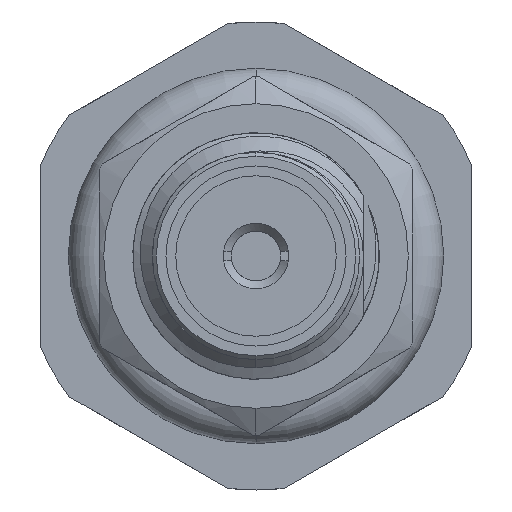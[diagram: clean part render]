
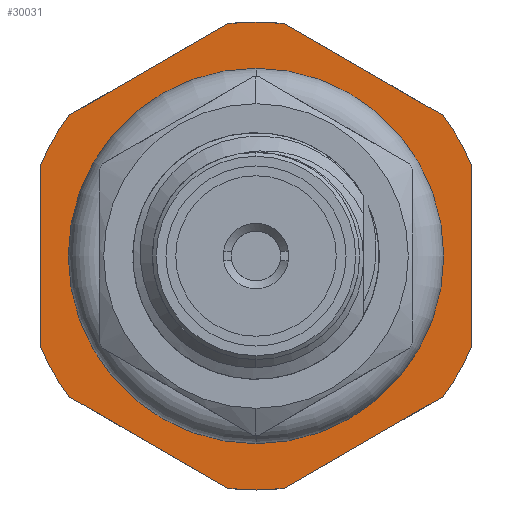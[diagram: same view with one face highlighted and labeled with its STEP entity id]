
A CAD part, left-side view. The second image highlights one B-rep face of the part: STEP entity #30031.
In plain terms, the highlighted planar face has unit normal (-1, 0, 0).
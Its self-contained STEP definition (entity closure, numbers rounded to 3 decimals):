
#9967=DIRECTION('',(0.,0.,-1.));
#9968=VECTOR('',#9967,4.687);
#9969=CARTESIAN_POINT('',(0.75,5.5,2.344));
#9970=LINE('',#9969,#9968);
#9971=CARTESIAN_POINT('',(0.75,0.,0.));
#9972=DIRECTION('',(1.,0.,0.));
#9973=DIRECTION('',(0.,0.92,0.392));
#9974=AXIS2_PLACEMENT_3D('',#9971,#9972,#9973);
#9976=DIRECTION('',(0.,0.866,-0.5));
#9977=VECTOR('',#9976,4.687);
#9978=CARTESIAN_POINT('',(0.75,0.72,5.935));
#9979=LINE('',#9978,#9977);
#9980=DIRECTION('',(0.,0.866,0.5));
#9981=VECTOR('',#9980,4.687);
#9982=CARTESIAN_POINT('',(0.75,-4.78,3.591));
#9983=LINE('',#9982,#9981);
#9984=CARTESIAN_POINT('',(0.75,0.,0.));
#9985=DIRECTION('',(-1.,0.,0.));
#9986=DIRECTION('',(0.,-0.92,0.392));
#9987=AXIS2_PLACEMENT_3D('',#9984,#9985,#9986);
#9989=DIRECTION('',(0.,0.,1.));
#9990=VECTOR('',#9989,4.687);
#9991=CARTESIAN_POINT('',(0.75,-5.5,-2.344));
#9992=LINE('',#9991,#9990);
#9993=CARTESIAN_POINT('',(0.75,0.,0.));
#9994=DIRECTION('',(-1.,0.,0.));
#9995=DIRECTION('',(0.,-0.799,-0.601));
#9996=AXIS2_PLACEMENT_3D('',#9993,#9994,#9995);
#9998=DIRECTION('',(0.,-0.866,0.5));
#9999=VECTOR('',#9998,4.687);
#10000=CARTESIAN_POINT('',(0.75,-0.72,-5.935));
#10001=LINE('',#10000,#9999);
#10002=DIRECTION('',(0.,-0.866,-0.5));
#10003=VECTOR('',#10002,4.687);
#10004=CARTESIAN_POINT('',(0.75,4.78,-3.591));
#10005=LINE('',#10004,#10003);
#10006=CARTESIAN_POINT('',(0.75,0.,0.));
#10007=DIRECTION('',(1.,0.,0.));
#10008=DIRECTION('',(0.,0.799,-0.601));
#10009=AXIS2_PLACEMENT_3D('',#10006,#10007,#10008);
#10011=CARTESIAN_POINT('',(0.75,1.706,-2.665));
#10012=CARTESIAN_POINT('',(0.75,1.539,-2.772));
#10013=CARTESIAN_POINT('',(0.75,1.192,-2.951));
#10014=CARTESIAN_POINT('',(0.75,0.625,-3.121));
#10015=CARTESIAN_POINT('',(0.75,0.039,-3.182));
#10016=CARTESIAN_POINT('',(0.75,-0.55,-3.135));
#10017=CARTESIAN_POINT('',(0.75,-1.119,-2.979));
#10018=CARTESIAN_POINT('',(0.75,-1.65,-2.721));
#10019=CARTESIAN_POINT('',(0.75,-2.124,-2.37));
#10020=CARTESIAN_POINT('',(0.75,-2.525,-1.937));
#10021=CARTESIAN_POINT('',(0.75,-2.84,-1.437));
#10022=CARTESIAN_POINT('',(0.75,-3.056,-0.888));
#10023=CARTESIAN_POINT('',(0.75,-3.168,-0.309));
#10024=CARTESIAN_POINT('',(0.75,-3.17,0.282));
#10025=CARTESIAN_POINT('',(0.75,-3.064,0.862));
#10026=CARTESIAN_POINT('',(0.75,-2.852,1.413));
#10027=CARTESIAN_POINT('',(0.75,-2.542,1.915));
#10028=CARTESIAN_POINT('',(0.75,-2.144,2.352));
#10029=CARTESIAN_POINT('',(0.75,-1.673,2.707));
#10030=CARTESIAN_POINT('',(0.75,-1.144,2.97));
#10031=CARTESIAN_POINT('',(0.75,-0.576,3.13));
#10032=CARTESIAN_POINT('',(0.75,0.012,3.183));
#10033=CARTESIAN_POINT('',(0.75,0.599,3.126));
#10034=CARTESIAN_POINT('',(0.75,1.166,2.961));
#10035=CARTESIAN_POINT('',(0.75,1.692,2.695));
#10036=CARTESIAN_POINT('',(0.75,2.161,2.336));
#10037=CARTESIAN_POINT('',(0.75,2.555,1.897));
#10038=CARTESIAN_POINT('',(0.75,2.862,1.393));
#10039=CARTESIAN_POINT('',(0.75,3.07,0.841));
#10040=CARTESIAN_POINT('',(0.75,3.172,0.259));
#10041=CARTESIAN_POINT('',(0.75,3.168,-0.131));
#10042=CARTESIAN_POINT('',(0.75,3.147,-0.328));
#10134=CARTESIAN_POINT('',(0.75,0.,0.));
#10135=DIRECTION('',(-1.,0.,0.));
#10136=DIRECTION('',(0.,0.12,-0.993));
#10137=AXIS2_PLACEMENT_3D('',#10134,#10135,#10136);
#10171=CARTESIAN_POINT('',(0.75,0.,0.));
#10172=DIRECTION('',(-1.,0.,0.));
#10173=DIRECTION('',(0.,-0.12,0.993));
#10174=AXIS2_PLACEMENT_3D('',#10171,#10172,#10173);
#10197=CARTESIAN_POINT('',(0.75,0.,0.));
#10198=DIRECTION('',(1.,0.,0.));
#10199=DIRECTION('',(0.,0.539,-0.842));
#10200=AXIS2_PLACEMENT_3D('',#10197,#10198,#10199);
#12950=CARTESIAN_POINT('',(0.75,5.5,2.344));
#12951=CARTESIAN_POINT('',(0.75,5.5,-2.344));
#12952=VERTEX_POINT('',#12950);
#12953=VERTEX_POINT('',#12951);
#12954=CARTESIAN_POINT('',(0.75,4.78,-3.591));
#12955=CARTESIAN_POINT('',(0.75,0.72,-5.935));
#12956=VERTEX_POINT('',#12954);
#12957=VERTEX_POINT('',#12955);
#12958=CARTESIAN_POINT('',(0.75,-0.72,-5.935));
#12959=CARTESIAN_POINT('',(0.75,-4.78,-3.591));
#12960=VERTEX_POINT('',#12958);
#12961=VERTEX_POINT('',#12959);
#12962=CARTESIAN_POINT('',(0.75,-5.5,-2.344));
#12963=CARTESIAN_POINT('',(0.75,-5.5,2.344));
#12964=VERTEX_POINT('',#12962);
#12965=VERTEX_POINT('',#12963);
#12966=CARTESIAN_POINT('',(0.75,-4.78,3.591));
#12967=CARTESIAN_POINT('',(0.75,-0.72,5.935));
#12968=VERTEX_POINT('',#12966);
#12969=VERTEX_POINT('',#12967);
#12970=CARTESIAN_POINT('',(0.75,0.72,5.935));
#12971=CARTESIAN_POINT('',(0.75,4.78,3.591));
#12972=VERTEX_POINT('',#12970);
#12973=VERTEX_POINT('',#12971);
#13079=VERTEX_POINT('',#10011);
#13080=VERTEX_POINT('',#10042);
#29995=CARTESIAN_POINT('',(0.75,0.,0.));
#29996=DIRECTION('',(1.,0.,0.));
#29997=DIRECTION('',(0.,0.,1.));
#29998=AXIS2_PLACEMENT_3D('',#29995,#29996,#29997);
#29999=PLANE('',#29998);
#30001=ORIENTED_EDGE('',*,*,#30000,.F.);
#30003=ORIENTED_EDGE('',*,*,#30002,.T.);
#30005=ORIENTED_EDGE('',*,*,#30004,.F.);
#30007=ORIENTED_EDGE('',*,*,#30006,.F.);
#30009=ORIENTED_EDGE('',*,*,#30008,.F.);
#30011=ORIENTED_EDGE('',*,*,#30010,.F.);
#30013=ORIENTED_EDGE('',*,*,#30012,.F.);
#30015=ORIENTED_EDGE('',*,*,#30014,.F.);
#30016=ORIENTED_EDGE('',*,*,#29985,.F.);
#30018=ORIENTED_EDGE('',*,*,#30017,.F.);
#30020=ORIENTED_EDGE('',*,*,#30019,.F.);
#30022=ORIENTED_EDGE('',*,*,#30021,.T.);
#30023=EDGE_LOOP('',(#30001,#30003,#30005,#30007,#30009,#30011,#30013,#30015,
#30016,#30018,#30020,#30022));
#30024=FACE_OUTER_BOUND('',#30023,.F.);
#30026=ORIENTED_EDGE('',*,*,#30025,.F.);
#30028=ORIENTED_EDGE('',*,*,#30027,.T.);
#30029=EDGE_LOOP('',(#30026,#30028));
#30030=FACE_BOUND('',#30029,.F.);
#9975=CIRCLE('',#9974,5.979);
#9988=CIRCLE('',#9987,5.979);
#9997=CIRCLE('',#9996,5.979);
#10010=CIRCLE('',#10009,5.979);
#10043=B_SPLINE_CURVE_WITH_KNOTS('',3,(#10011,#10012,#10013,#10014,#10015,
#10016,#10017,#10018,#10019,#10020,#10021,#10022,#10023,#10024,#10025,#10026,
#10027,#10028,#10029,#10030,#10031,#10032,#10033,#10034,#10035,#10036,#10037,
#10038,#10039,#10040,#10041,#10042),.UNSPECIFIED.,.F.,.F.,(4,1,1,1,1,1,1,1,1,1,
1,1,1,1,1,1,1,1,1,1,1,1,1,1,1,1,1,1,1,4),(0.,0.034,
0.069,0.103,0.138,0.172,
0.207,0.241,0.276,0.31,
0.345,0.379,0.414,0.448,
0.483,0.517,0.552,0.586,
0.621,0.655,0.69,0.724,
0.759,0.793,0.828,0.862,
0.897,0.931,0.966,1.),.UNSPECIFIED.);
#10138=CIRCLE('',#10137,5.979);
#10175=CIRCLE('',#10174,5.979);
#10201=CIRCLE('',#10200,3.164);
#29985=EDGE_CURVE('',#12960,#12961,#10001,.T.);
#30000=EDGE_CURVE('',#12952,#12953,#9970,.T.);
#30002=EDGE_CURVE('',#12952,#12973,#9975,.T.);
#30004=EDGE_CURVE('',#12972,#12973,#9979,.T.);
#30006=EDGE_CURVE('',#12969,#12972,#10175,.T.);
#30008=EDGE_CURVE('',#12968,#12969,#9983,.T.);
#30010=EDGE_CURVE('',#12965,#12968,#9988,.T.);
#30012=EDGE_CURVE('',#12964,#12965,#9992,.T.);
#30014=EDGE_CURVE('',#12961,#12964,#9997,.T.);
#30017=EDGE_CURVE('',#12957,#12960,#10138,.T.);
#30019=EDGE_CURVE('',#12956,#12957,#10005,.T.);
#30021=EDGE_CURVE('',#12956,#12953,#10010,.T.);
#30025=EDGE_CURVE('',#13079,#13080,#10201,.T.);
#30027=EDGE_CURVE('',#13079,#13080,#10043,.T.);
#30031=ADVANCED_FACE('',(#30024,#30030),#29999,.F.);
